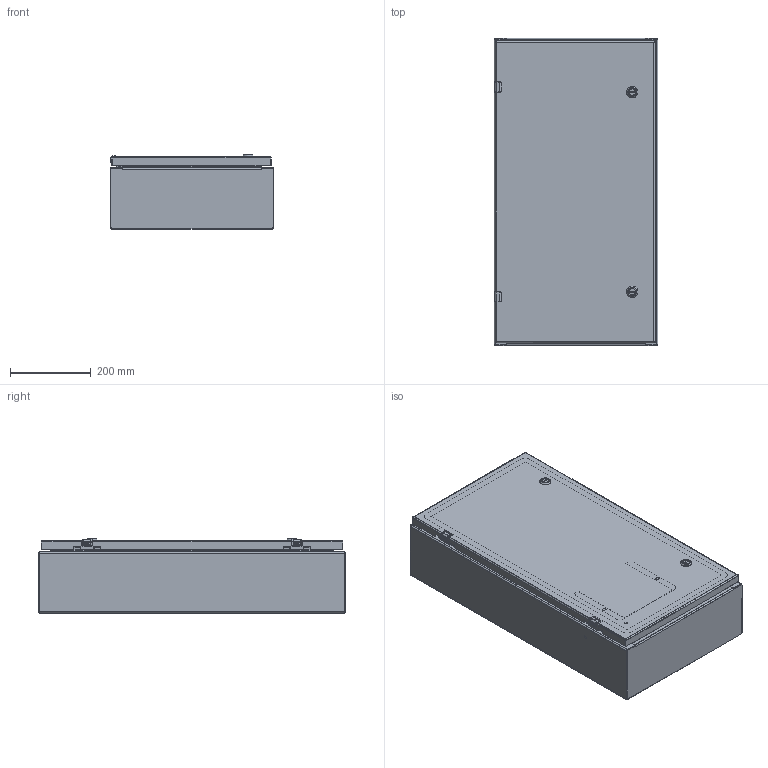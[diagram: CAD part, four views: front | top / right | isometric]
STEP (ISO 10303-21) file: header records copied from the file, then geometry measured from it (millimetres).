
FILE_DESCRIPTION (( 'STEP AP203' ), '1' );
FILE_NAME ('SCE-30EL1606SSLP.step', '2021-02-09T15:34:54', ( 'ADC123' ), ( 'Microsoft' ), 'SwSTEP 2.0', 'SolidWorks 2019', '' );
FILE_SCHEMA (( 'CONFIG_CONTROL_DESIGN' ));
Length unit declared in the file: inch
Products named in the file (1): SCE-30EL1606SSLP
Bounding box: 406.4 x 762 x 183.65 mm (x, y, z)
Surface area: 2932032.1 mm2 (no closed solid volume)
Topology: 0 solids, 49 shells, 2806 faces, 7350 edges, 4608 vertices
Faces by surface type: plane 1297, cylinder 749, bspline 678, cone 60, torus 22
Full cylindrical faces by diameter (mm): 3.454 x2, 3.962 x2, 3.978 x2, 4.318 x6, 4.369 x4, 4.978 x8, 5 x2, 5.156 x4, 5.182 x4, 5.2 x4, 5.5 x2, 5.537 x2, 6.198 x4, 6.299 x4, 6.35 x4, 6.363 x2, 6.756 x4, 7.137 x4, 8.433 x4, 9.296 x4, 9.322 x4, 9.525 x4, 9.9 x2, 10 x2, 11.113 x4, 12.7 x4, 12.8 x2, 13.5 x2, 14.288 x2, 16 x2
Entity records: 120569 total; most frequent: CARTESIAN_POINT 59432, ORIENTED_EDGE 13762, DIRECTION 10698, EDGE_CURVE 6884, VERTEX_POINT 4480, AXIS2_PLACEMENT_3D 3693, VECTOR 3312, LINE 3312
